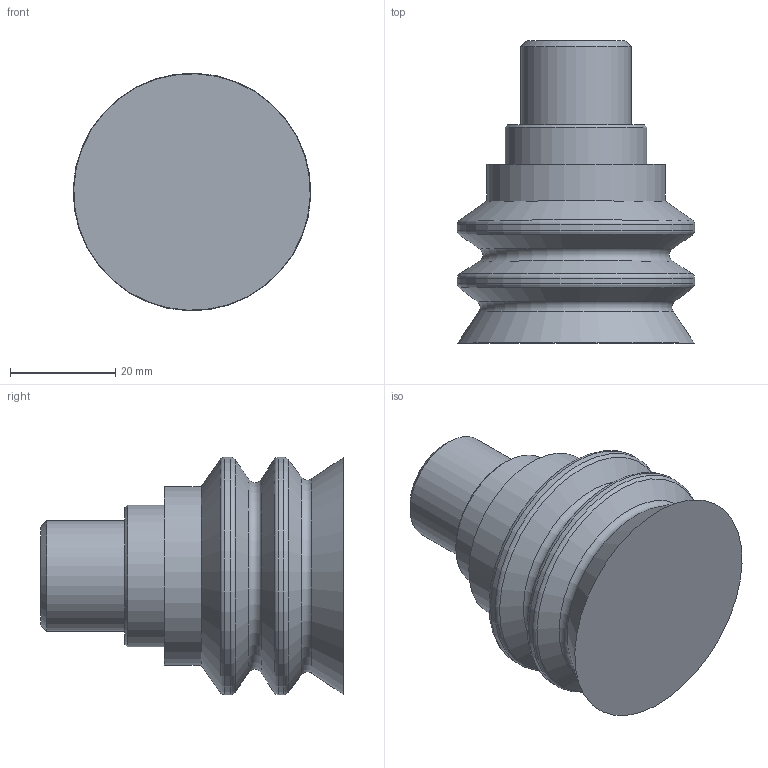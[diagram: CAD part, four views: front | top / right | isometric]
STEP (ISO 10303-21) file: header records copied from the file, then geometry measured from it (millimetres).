
FILE_DESCRIPTION(/* description */ (''),/* implementation_level */ '2;1');
FILE_NAME(/* name */ 'vf45nat_rac21r1-2m.stp',/* time_stamp */ '2024-05-21T10:00:03+02:00',/* author */ ('enginyeria3'),/* organization */ (''),/* preprocessor_version */ 'ST-DEVELOPER v20',/* originating_system */ 'Autodesk Inventor 2024',/* authorisation */ '');
FILE_SCHEMA (('AUTOMOTIVE_DESIGN { 1 0 10303 214 3 1 1 }'));
Length unit declared in the file: millimetre
Products named in the file (1): Pieza16
Bounding box: 45.17 x 57.5 x 45.17 mm (x, y, z)
Volume: 49423.5 mm3; surface area: 10245.8 mm2
Topology: 1 solids, 1 shells, 25 faces, 59 edges, 39 vertices
Faces by surface type: cone 8, cylinder 6, torus 6, plane 5
Full cylindrical faces by diameter (mm): 15 x1, 20.955 x1, 27 x1, 34 x1, 45.2 x2
Entity records: 836 total; most frequent: DIRECTION 156, CARTESIAN_POINT 124, ORIENTED_EDGE 118, AXIS2_PLACEMENT_3D 71, EDGE_CURVE 59, CIRCLE 45, VERTEX_POINT 39, EDGE_LOOP 28
